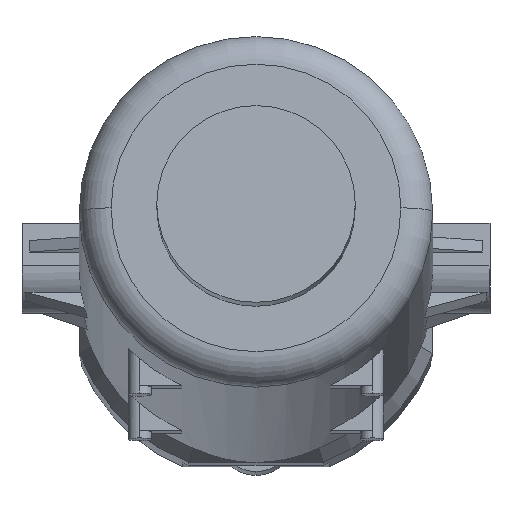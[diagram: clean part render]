
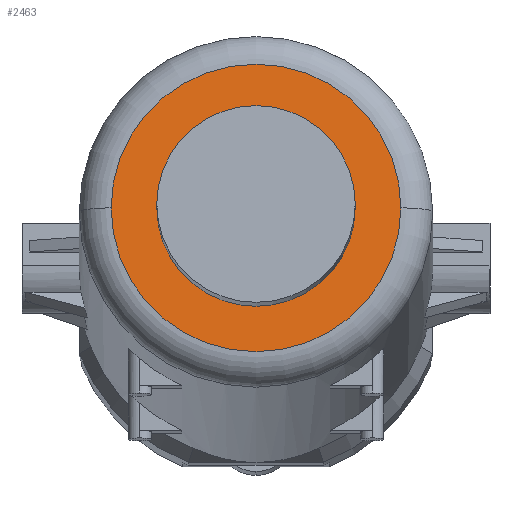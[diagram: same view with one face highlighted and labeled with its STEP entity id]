
A CAD part, left-side view. The second image highlights one B-rep face of the part: STEP entity #2463.
In plain terms, the highlighted planar face has unit normal (-0.992, 0, 0.128).
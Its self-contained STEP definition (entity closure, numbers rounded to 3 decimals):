
#39 = EDGE_CURVE ( 'NONE', #219, #1338, #1905, .T. ) ;
#51 = FACE_OUTER_BOUND ( 'NONE', #260, .T. ) ;
#104 = EDGE_CURVE ( 'NONE', #1338, #219, #2667, .T. ) ;
#119 = AXIS2_PLACEMENT_3D ( 'NONE', #1200, #2326, #3454 ) ;
#167 = ORIENTED_EDGE ( 'NONE', *, *, #39, .F. ) ;
#219 = VERTEX_POINT ( 'NONE', #2187 ) ;
#260 = EDGE_LOOP ( 'NONE', ( #167, #272 ) ) ;
#269 = EDGE_LOOP ( 'NONE', ( #1823, #1339 ) ) ;
#272 = ORIENTED_EDGE ( 'NONE', *, *, #104, .F. ) ;
#308 = AXIS2_PLACEMENT_3D ( 'NONE', #2376, #1819, #1053 ) ;
#662 = PLANE ( 'NONE',  #119 ) ;
#671 = DIRECTION ( 'NONE',  ( 0.992, 0., -0.128 ) ) ;
#714 = CARTESIAN_POINT ( 'NONE',  ( -898.256, -231., 1381.34 ) ) ;
#761 = VERTEX_POINT ( 'NONE', #2957 ) ;
#827 = CIRCLE ( 'NONE', #3251, 128. ) ;
#1053 = DIRECTION ( 'NONE',  ( 0., -1., 0. ) ) ;
#1079 = AXIS2_PLACEMENT_3D ( 'NONE', #3202, #671, #2395 ) ;
#1128 = CARTESIAN_POINT ( 'NONE',  ( -898.256, -359., 1381.34 ) ) ;
#1200 = CARTESIAN_POINT ( 'NONE',  ( -898.256, -44., 1381.34 ) ) ;
#1247 = AXIS2_PLACEMENT_3D ( 'NONE', #2415, #3540, #2710 ) ;
#1338 = VERTEX_POINT ( 'NONE', #2931 ) ;
#1339 = ORIENTED_EDGE ( 'NONE', *, *, #1787, .F. ) ;
#1696 = EDGE_CURVE ( 'NONE', #761, #2418, #827, .T. ) ;
#1787 = EDGE_CURVE ( 'NONE', #2418, #761, #3550, .T. ) ;
#1819 = DIRECTION ( 'NONE',  ( -0.992, 0., 0.128 ) ) ;
#1823 = ORIENTED_EDGE ( 'NONE', *, *, #1696, .F. ) ;
#1862 = DIRECTION ( 'NONE',  ( 0., -1., 0. ) ) ;
#1905 = CIRCLE ( 'NONE', #1079, 187. ) ;
#2072 = FACE_BOUND ( 'NONE', #269, .T. ) ;
#2124 = DIRECTION ( 'NONE',  ( -0.992, 0., 0.128 ) ) ;
#2187 = CARTESIAN_POINT ( 'NONE',  ( -898.256, -44., 1381.34 ) ) ;
#2326 = DIRECTION ( 'NONE',  ( -0.992, 0., 0.128 ) ) ;
#2376 = CARTESIAN_POINT ( 'NONE',  ( -898.256, -231., 1381.34 ) ) ;
#2395 = DIRECTION ( 'NONE',  ( 0., 1., 0. ) ) ;
#2415 = CARTESIAN_POINT ( 'NONE',  ( -898.256, -231., 1381.34 ) ) ;
#2418 = VERTEX_POINT ( 'NONE', #1128 ) ;
#2463 = ADVANCED_FACE ( 'NONE', ( #51, #2072 ), #662, .T. ) ;
#2667 = CIRCLE ( 'NONE', #1247, 187. ) ;
#2710 = DIRECTION ( 'NONE',  ( 0., 1., 0. ) ) ;
#2931 = CARTESIAN_POINT ( 'NONE',  ( -898.256, -418., 1381.34 ) ) ;
#2957 = CARTESIAN_POINT ( 'NONE',  ( -898.256, -103., 1381.34 ) ) ;
#3202 = CARTESIAN_POINT ( 'NONE',  ( -898.256, -231., 1381.34 ) ) ;
#3251 = AXIS2_PLACEMENT_3D ( 'NONE', #714, #2124, #1862 ) ;
#3454 = DIRECTION ( 'NONE',  ( 0., -1., 0. ) ) ;
#3540 = DIRECTION ( 'NONE',  ( 0.992, 0., -0.128 ) ) ;
#3550 = CIRCLE ( 'NONE', #308, 128. ) ;
